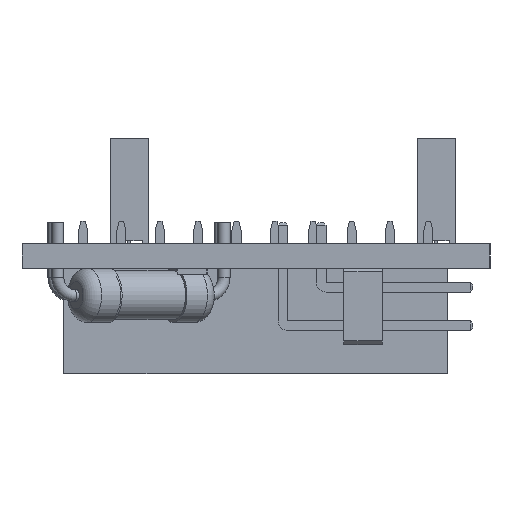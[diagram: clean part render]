
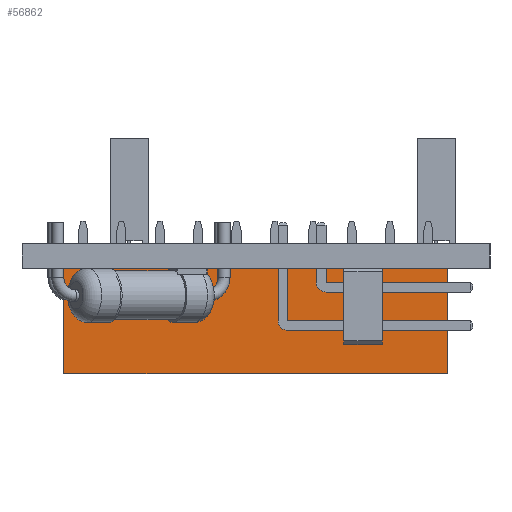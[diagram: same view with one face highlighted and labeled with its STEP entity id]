
A CAD part, left-side view. The second image highlights one B-rep face of the part: STEP entity #56862.
In plain terms, the highlighted planar face has unit normal (-1, 0, 0).
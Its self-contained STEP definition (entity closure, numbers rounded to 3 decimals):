
#55639 = VERTEX_POINT('',#55640);
#55640 = CARTESIAN_POINT('',(-1.27,-24.13,0.));
#55648 = EDGE_CURVE('',#55639,#55649,#55651,.T.);
#55649 = VERTEX_POINT('',#55650);
#55650 = CARTESIAN_POINT('',(-1.27,-24.13,7.));
#55651 = LINE('',#55652,#55653);
#55652 = CARTESIAN_POINT('',(-1.27,-24.13,0.));
#55653 = VECTOR('',#55654,1.);
#55654 = DIRECTION('',(0.,0.,1.));
#55711 = VERTEX_POINT('',#55712);
#55712 = CARTESIAN_POINT('',(-1.27,1.27,7.));
#55718 = EDGE_CURVE('',#55719,#55711,#55721,.T.);
#55719 = VERTEX_POINT('',#55720);
#55720 = CARTESIAN_POINT('',(-1.27,1.27,0.));
#55721 = LINE('',#55722,#55723);
#55722 = CARTESIAN_POINT('',(-1.27,1.27,0.));
#55723 = VECTOR('',#55724,1.);
#55724 = DIRECTION('',(0.,0.,1.));
#55783 = EDGE_CURVE('',#55711,#55649,#55784,.T.);
#55784 = LINE('',#55785,#55786);
#55785 = CARTESIAN_POINT('',(-1.27,1.27,7.));
#55786 = VECTOR('',#55787,1.);
#55787 = DIRECTION('',(0.,-1.,0.));
#56145 = EDGE_CURVE('',#55719,#55639,#56146,.T.);
#56146 = LINE('',#56147,#56148);
#56147 = CARTESIAN_POINT('',(-1.27,1.27,0.));
#56148 = VECTOR('',#56149,1.);
#56149 = DIRECTION('',(0.,-1.,0.));
#56862 = ADVANCED_FACE('',(#56863),#56869,.F.);
#56863 = FACE_BOUND('',#56864,.F.);
#56864 = EDGE_LOOP('',(#56865,#56866,#56867,#56868));
#56865 = ORIENTED_EDGE('',*,*,#55718,.T.);
#56866 = ORIENTED_EDGE('',*,*,#55783,.T.);
#56867 = ORIENTED_EDGE('',*,*,#55648,.F.);
#56868 = ORIENTED_EDGE('',*,*,#56145,.F.);
#56869 = PLANE('',#56870);
#56870 = AXIS2_PLACEMENT_3D('',#56871,#56872,#56873);
#56871 = CARTESIAN_POINT('',(-1.27,1.27,0.));
#56872 = DIRECTION('',(1.,0.,0.));
#56873 = DIRECTION('',(0.,-1.,0.));
